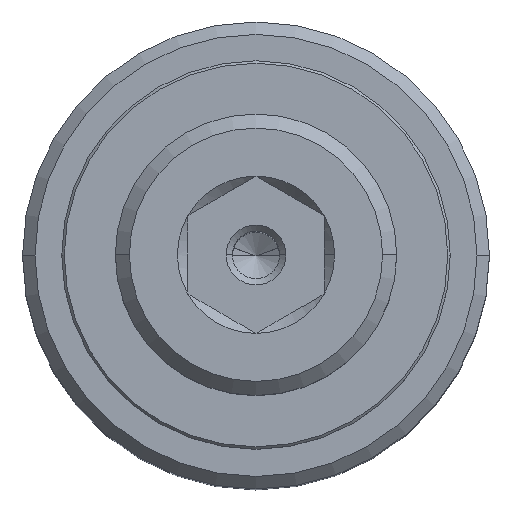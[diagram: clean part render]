
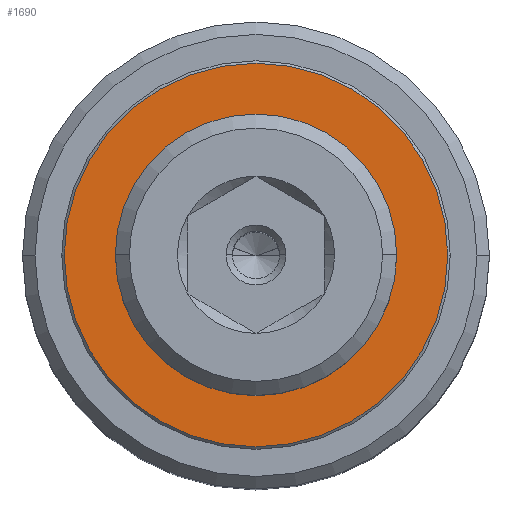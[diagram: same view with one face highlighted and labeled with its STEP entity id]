
A CAD part, top view. The second image highlights one B-rep face of the part: STEP entity #1690.
In plain terms, the highlighted planar face has unit normal (0, 0, 1).
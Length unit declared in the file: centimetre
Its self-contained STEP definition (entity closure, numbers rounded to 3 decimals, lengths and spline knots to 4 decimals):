
#109 = CARTESIAN_POINT ( 'NONE',  ( 0., 0., 1.7399 ) ) ;
#110 = DIRECTION ( 'NONE',  ( 0., 0., -1. ) ) ;
#111 = DIRECTION ( 'NONE',  ( -1., 0., 0. ) ) ;
#264 = CIRCLE ( 'NONE', #2816, 0.3912 ) ;
#488 = FACE_OUTER_BOUND ( 'NONE', #709, .T. ) ;
#498 = FACE_BOUND ( 'NONE', #944, .T. ) ;
#597 = CIRCLE ( 'NONE', #2741, 0.3912 ) ;
#602 = CIRCLE ( 'NONE', #2744, 0.2583 ) ;
#648 = CIRCLE ( 'NONE', #2773, 0.2583 ) ;
#709 = EDGE_LOOP ( 'NONE', ( #843, #772 ) ) ;
#713 = VERTEX_POINT ( 'NONE', #1292 ) ;
#759 = ORIENTED_EDGE ( 'NONE', *, *, #2347, .F. ) ;
#772 = ORIENTED_EDGE ( 'NONE', *, *, #2304, .F. ) ;
#799 = ORIENTED_EDGE ( 'NONE', *, *, #2308, .F. ) ;
#843 = ORIENTED_EDGE ( 'NONE', *, *, #2826, .F. ) ;
#904 = VERTEX_POINT ( 'NONE', #1331 ) ;
#925 = VERTEX_POINT ( 'NONE', #1338 ) ;
#927 = VERTEX_POINT ( 'NONE', #1326 ) ;
#944 = EDGE_LOOP ( 'NONE', ( #799, #759 ) ) ;
#1035 = CARTESIAN_POINT ( 'NONE',  ( 0., 0., 1.7399 ) ) ;
#1038 = PLANE ( 'NONE',  #2685 ) ;
#1040 = DIRECTION ( 'NONE',  ( 0., 0., -1. ) ) ;
#1041 = DIRECTION ( 'NONE',  ( 0., 1., 0. ) ) ;
#1292 = CARTESIAN_POINT ( 'NONE',  ( -0.3912, 0., 1.7399 ) ) ;
#1326 = CARTESIAN_POINT ( 'NONE',  ( 0.2583, 0., 1.7399 ) ) ;
#1331 = CARTESIAN_POINT ( 'NONE',  ( 0.3912, 0., 1.7399 ) ) ;
#1338 = CARTESIAN_POINT ( 'NONE',  ( -0.2583, 0., 1.7399 ) ) ;
#1690 = ADVANCED_FACE ( 'NONE', ( #488, #498 ), #1038, .F. ) ;
#1825 = CARTESIAN_POINT ( 'NONE',  ( 0., 0., 1.7399 ) ) ;
#1826 = DIRECTION ( 'NONE',  ( 0., 0., -1. ) ) ;
#1827 = DIRECTION ( 'NONE',  ( -1., 0., 0. ) ) ;
#1836 = CARTESIAN_POINT ( 'NONE',  ( 0., 0., 1.7399 ) ) ;
#1837 = DIRECTION ( 'NONE',  ( 0., 0., 1. ) ) ;
#1838 = DIRECTION ( 'NONE',  ( 1., 0., 0. ) ) ;
#1948 = CARTESIAN_POINT ( 'NONE',  ( 0., 0., 1.7399 ) ) ;
#1949 = DIRECTION ( 'NONE',  ( 0., 0., 1. ) ) ;
#1950 = DIRECTION ( 'NONE',  ( 1., 0., 0. ) ) ;
#2304 = EDGE_CURVE ( 'NONE', #904, #713, #597, .T. ) ;
#2308 = EDGE_CURVE ( 'NONE', #927, #925, #602, .T. ) ;
#2347 = EDGE_CURVE ( 'NONE', #925, #927, #648, .T. ) ;
#2685 = AXIS2_PLACEMENT_3D ( 'NONE', #1035, #1040, #1041 ) ;
#2741 = AXIS2_PLACEMENT_3D ( 'NONE', #1825, #1826, #1827 ) ;
#2744 = AXIS2_PLACEMENT_3D ( 'NONE', #1836, #1837, #1838 ) ;
#2773 = AXIS2_PLACEMENT_3D ( 'NONE', #1948, #1949, #1950 ) ;
#2816 = AXIS2_PLACEMENT_3D ( 'NONE', #109, #110, #111 ) ;
#2826 = EDGE_CURVE ( 'NONE', #713, #904, #264, .T. ) ;
